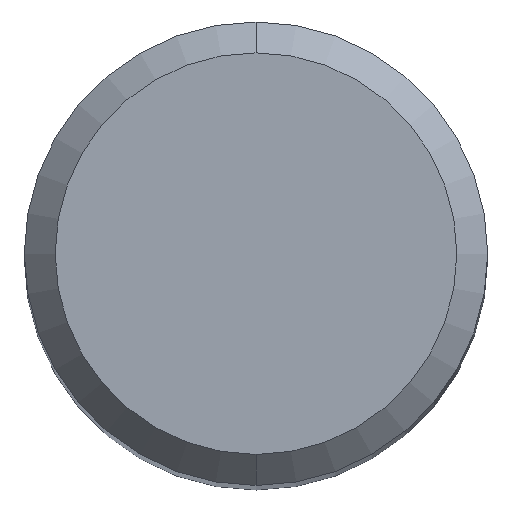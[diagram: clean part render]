
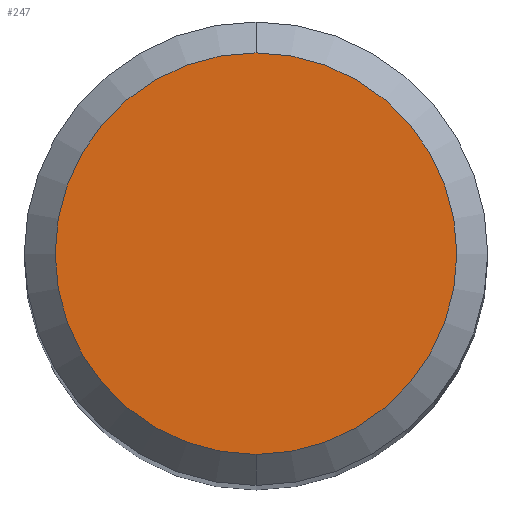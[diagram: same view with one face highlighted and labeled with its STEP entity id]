
A CAD part, top view. The second image highlights one B-rep face of the part: STEP entity #247.
In plain terms, the highlighted planar face has unit normal (0, 0, 1).
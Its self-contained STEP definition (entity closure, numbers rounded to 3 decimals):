
#171=EDGE_CURVE('',#377,#411,#462,.T.);
#185=EDGE_CURVE('',#411,#377,#477,.T.);
#247=ADVANCED_FACE('',(#547),#548,.T.);
#377=VERTEX_POINT('',#692);
#411=VERTEX_POINT('',#727);
#462=CIRCLE('',#774,2.6);
#477=CIRCLE('',#794,2.6);
#547=FACE_OUTER_BOUND('',#930,.T.);
#548=PLANE('',#931);
#692=CARTESIAN_POINT('',(0.,-2.6,0.0));
#727=CARTESIAN_POINT('',(0.0,2.6,0.0));
#774=AXIS2_PLACEMENT_3D('',#1379,#1380,#1381);
#794=AXIS2_PLACEMENT_3D('',#1397,#1398,#1399);
#930=EDGE_LOOP('',(#1488,#1489));
#931=AXIS2_PLACEMENT_3D('',#1490,#1491,#1492);
#1379=CARTESIAN_POINT('',(0.0,0.0,0.0));
#1380=DIRECTION('',(0.0,0.0,-1.0));
#1381=DIRECTION('',(0.0,1.0,0.0));
#1397=CARTESIAN_POINT('',(0.0,0.0,0.0));
#1398=DIRECTION('',(0.0,0.0,-1.0));
#1399=DIRECTION('',(0.0,1.0,0.0));
#1488=ORIENTED_EDGE('',*,*,#185,.F.);
#1489=ORIENTED_EDGE('',*,*,#171,.F.);
#1490=CARTESIAN_POINT('',(0.0,1.3,0.0));
#1491=DIRECTION('',(-0.0,0.0,1.0));
#1492=DIRECTION('',(0.0,-1.0,0.0));
